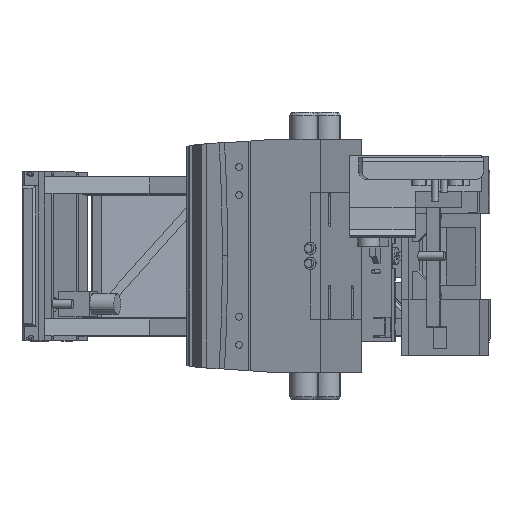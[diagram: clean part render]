
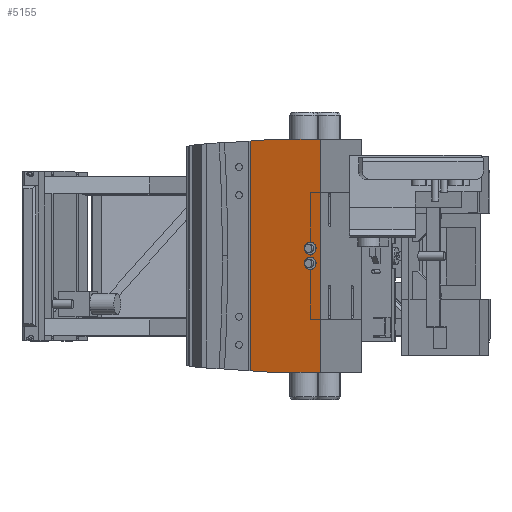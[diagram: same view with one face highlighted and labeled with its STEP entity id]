
A CAD part, top view. The second image highlights one B-rep face of the part: STEP entity #5155.
In plain terms, the highlighted planar face has unit normal (-0.322, 0, 0.947).
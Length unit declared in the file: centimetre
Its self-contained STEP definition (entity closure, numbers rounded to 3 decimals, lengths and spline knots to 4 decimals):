
#5155=ADVANCED_FACE('0:925',(#8987,#8988,#8989),#8990,.T.);
#8987=FACE_OUTER_BOUND('',#13287,.T.);
#8988=FACE_BOUND('',#13288,.T.);
#8989=FACE_BOUND('',#13289,.T.);
#8990=PLANE('',#13290);
#13287=EDGE_LOOP('',(#17950,#17951,#17952,#17953,#17954,#17955));
#13288=EDGE_LOOP('',(#17956,#17957));
#13289=EDGE_LOOP('',(#17958,#17959));
#13290=AXIS2_PLACEMENT_3D('',#17960,#17961,#17962);
#17950=ORIENTED_EDGE('',*,*,#29251,.T.);
#17951=ORIENTED_EDGE('',*,*,#29252,.T.);
#17952=ORIENTED_EDGE('',*,*,#29253,.T.);
#17953=ORIENTED_EDGE('',*,*,#29254,.F.);
#17954=ORIENTED_EDGE('',*,*,#29255,.F.);
#17955=ORIENTED_EDGE('',*,*,#29247,.F.);
#17956=ORIENTED_EDGE('',*,*,#29128,.T.);
#17957=ORIENTED_EDGE('',*,*,#29059,.T.);
#17958=ORIENTED_EDGE('',*,*,#29112,.T.);
#17959=ORIENTED_EDGE('',*,*,#29078,.T.);
#17960=CARTESIAN_POINT('',(-1.9833,0.,30.473));
#17961=DIRECTION('',(-0.322,0.0,0.947));
#17962=DIRECTION('',(0.0,1.0,0.0));
#29059=EDGE_CURVE('0:1140',#33801,#33809,#33811,.T.);
#29078=EDGE_CURVE('0:1095',#33836,#33844,#33846,.T.);
#29112=EDGE_CURVE('0:1095',#33844,#33836,#33902,.T.);
#29128=EDGE_CURVE('0:1140',#33809,#33801,#33926,.T.);
#29247=EDGE_CURVE('0:1446',#34102,#34103,#34104,.T.);
#29251=EDGE_CURVE('0:1455',#34102,#34108,#34109,.T.);
#29252=EDGE_CURVE('0:1458',#34108,#34110,#34111,.T.);
#29253=EDGE_CURVE('0:1461',#34110,#34112,#34113,.T.);
#29254=EDGE_CURVE('0:1464',#34114,#34112,#34115,.T.);
#29255=EDGE_CURVE('0:1467',#34103,#34114,#34116,.T.);
#33801=VERTEX_POINT('',#40381);
#33809=VERTEX_POINT('',#40391);
#33811=CIRCLE('',#40394,2.2);
#33836=VERTEX_POINT('',#40424);
#33844=VERTEX_POINT('',#40434);
#33846=CIRCLE('',#40437,2.2);
#33902=CIRCLE('',#40504,2.2);
#33926=CIRCLE('',#40532,2.2);
#34102=VERTEX_POINT('',#40787);
#34103=VERTEX_POINT('',#40788);
#34104=LINE('',#40789,#40790);
#34108=VERTEX_POINT('',#40796);
#34109=LINE('',#40797,#40798);
#34110=VERTEX_POINT('',#40799);
#34111=LINE('',#40800,#40801);
#34112=VERTEX_POINT('',#40802);
#34113=LINE('',#40803,#40804);
#34114=VERTEX_POINT('',#40805);
#34115=LINE('',#40806,#40807);
#34116=LINE('',#40808,#40809);
#40381=CARTESIAN_POINT('',(21.0659,1.6203,38.3195));
#40391=CARTESIAN_POINT('',(17.4105,3.7297,37.0752));
#40394=AXIS2_PLACEMENT_3D('',#50382,#50383,#50384);
#40424=CARTESIAN_POINT('',(21.0659,-3.7297,38.3195));
#40434=CARTESIAN_POINT('',(17.4105,-1.6203,37.0752));
#40437=AXIS2_PLACEMENT_3D('',#50414,#50415,#50416);
#40504=AXIS2_PLACEMENT_3D('',#50473,#50474,#50475);
#40532=AXIS2_PLACEMENT_3D('',#50504,#50505,#50506);
#40787=CARTESIAN_POINT('',(-1.9833,-40.8391,30.473));
#40788=CARTESIAN_POINT('',(-1.9833,40.8391,30.473));
#40789=CARTESIAN_POINT('',(-1.9833,0.,30.473));
#40790=VECTOR('',#50619,0.);
#40796=CARTESIAN_POINT('',(6.287,-41.45,33.2884));
#40797=CARTESIAN_POINT('',(2.1519,-41.1445,31.8807));
#40798=VECTOR('',#50622,0.);
#40799=CARTESIAN_POINT('',(22.8355,-41.45,38.922));
#40800=CARTESIAN_POINT('',(14.5612,-41.45,36.1052));
#40801=VECTOR('',#50623,0.);
#40802=CARTESIAN_POINT('',(22.8355,41.45,38.922));
#40803=CARTESIAN_POINT('',(22.8355,0.,38.922));
#40804=VECTOR('',#50624,0.);
#40805=CARTESIAN_POINT('',(6.287,41.45,33.2884));
#40806=CARTESIAN_POINT('',(14.5612,41.45,36.1052));
#40807=VECTOR('',#50625,0.);
#40808=CARTESIAN_POINT('',(2.1519,41.1445,31.8807));
#40809=VECTOR('',#50626,0.);
#50382=CARTESIAN_POINT('',(19.2382,2.675,37.6974));
#50383=DIRECTION('',(0.322,0.,-0.947));
#50384=DIRECTION('',(0.831,-0.479,0.283));
#50414=CARTESIAN_POINT('',(19.2382,-2.675,37.6974));
#50415=DIRECTION('',(0.322,0.,-0.947));
#50416=DIRECTION('',(0.831,-0.479,0.283));
#50473=CARTESIAN_POINT('',(19.2382,-2.675,37.6974));
#50474=DIRECTION('',(0.322,0.,-0.947));
#50475=DIRECTION('',(0.831,-0.479,0.283));
#50504=CARTESIAN_POINT('',(19.2382,2.675,37.6974));
#50505=DIRECTION('',(0.322,0.,-0.947));
#50506=DIRECTION('',(0.831,-0.479,0.283));
#50619=DIRECTION('',(0.,1.0,0.));
#50622=DIRECTION('',(0.944,-0.07,0.321));
#50623=DIRECTION('',(0.947,0.,0.322));
#50624=DIRECTION('',(0.,1.0,0.));
#50625=DIRECTION('',(0.947,0.,0.322));
#50626=DIRECTION('',(0.944,0.07,0.321));
